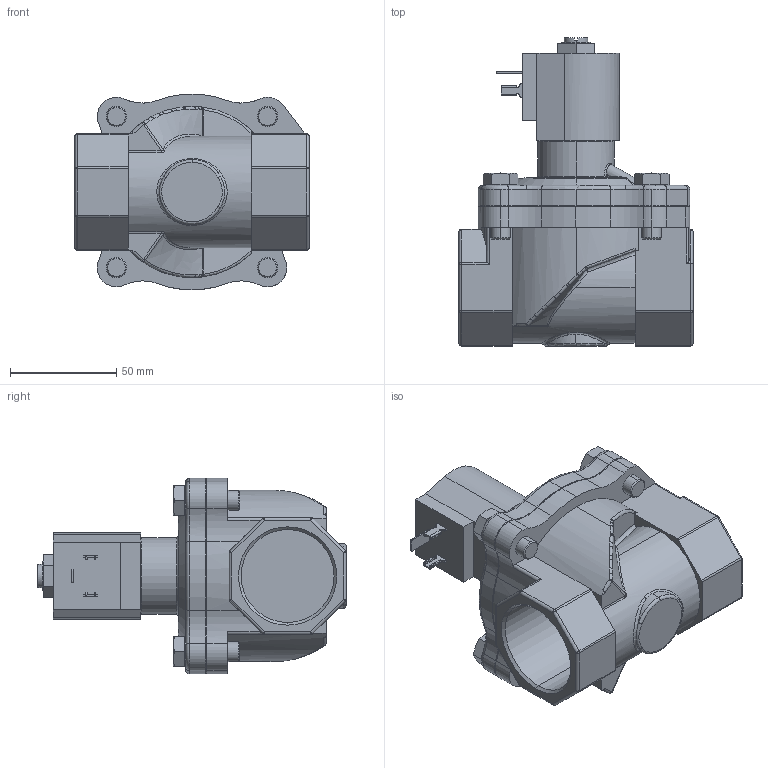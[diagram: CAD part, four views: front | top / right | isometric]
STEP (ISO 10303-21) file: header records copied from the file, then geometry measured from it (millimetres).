
FILE_DESCRIPTION (( 'STEP AP214' ), '1' );
FILE_NAME ('NS201YF02C7GJ2.step', '2019-04-23T20:31:22', ( '' ), ( '' ), 'SwSTEP 2.0', 'SolidWorks 2018', '' );
FILE_SCHEMA (( 'AUTOMOTIVE_DESIGN' ));
Length unit declared in the file: inch
Products named in the file (1): NS201YF02C7GJ2
Bounding box: 109.98 x 144.82 x 92 mm (x, y, z)
Volume: 443425.2 mm3; surface area: 88678.8 mm2
Topology: 12 solids, 13 shells, 524 faces, 1290 edges, 799 vertices
Faces by surface type: plane 166, cylinder 159, bspline 82, torus 66, cone 31, sphere 20
Entity records: 27369 total; most frequent: CARTESIAN_POINT 9510, ORIENTED_EDGE 2558, DIRECTION 2392, EDGE_CURVE 1279, AXIS2_PLACEMENT_3D 944, VERTEX_POINT 798, EDGE_LOOP 559, FACE_OUTER_BOUND 524
